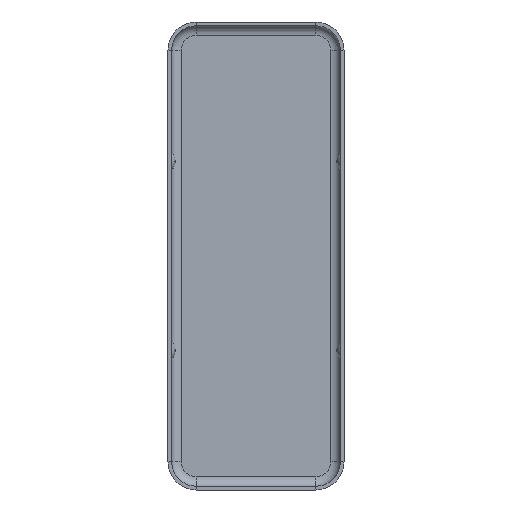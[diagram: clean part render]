
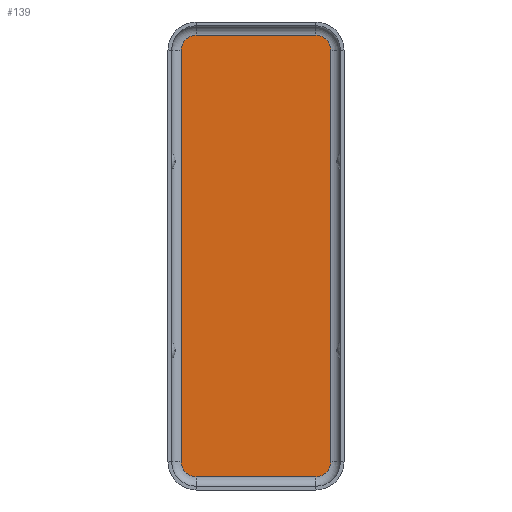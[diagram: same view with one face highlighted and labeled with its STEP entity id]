
A CAD part, front view. The second image highlights one B-rep face of the part: STEP entity #139.
In plain terms, the highlighted planar face has unit normal (0, -1, 0).
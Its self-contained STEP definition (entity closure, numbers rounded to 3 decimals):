
#12 = DIRECTION ( 'NONE',  ( 0., 0., -1. ) ) ;
#17 = VERTEX_POINT ( 'NONE', #266 ) ;
#28 = LINE ( 'NONE', #856, #1453 ) ;
#36 = CARTESIAN_POINT ( 'NONE',  ( -3.15, 0., 10.85 ) ) ;
#53 = CARTESIAN_POINT ( 'NONE',  ( -3.15, 0., -11.65 ) ) ;
#91 = VECTOR ( 'NONE', #374, 1000. ) ;
#107 = DIRECTION ( 'NONE',  ( 0., 0., -1. ) ) ;
#109 = EDGE_CURVE ( 'NONE', #17, #1076, #28, .T. ) ;
#139 = ADVANCED_FACE ( 'NONE', ( #1436 ), #921, .T. ) ;
#146 = DIRECTION ( 'NONE',  ( 0., 0., 1. ) ) ;
#262 = LINE ( 'NONE', #1115, #1587 ) ;
#266 = CARTESIAN_POINT ( 'NONE',  ( 3.95, 0., 10.85 ) ) ;
#280 = VERTEX_POINT ( 'NONE', #346 ) ;
#300 = DIRECTION ( 'NONE',  ( 0., 0., -1. ) ) ;
#346 = CARTESIAN_POINT ( 'NONE',  ( 3.15, 0., -11.65 ) ) ;
#374 = DIRECTION ( 'NONE',  ( -1., 0., 0. ) ) ;
#467 = EDGE_CURVE ( 'NONE', #561, #616, #827, .T. ) ;
#510 = EDGE_CURVE ( 'NONE', #17, #859, #1400, .T. ) ;
#515 = ORIENTED_EDGE ( 'NONE', *, *, #510, .T. ) ;
#516 = CARTESIAN_POINT ( 'NONE',  ( -3.15, 0., -10.85 ) ) ;
#522 = ORIENTED_EDGE ( 'NONE', *, *, #679, .T. ) ;
#538 = DIRECTION ( 'NONE',  ( 0., -1., 0. ) ) ;
#561 = VERTEX_POINT ( 'NONE', #1286 ) ;
#563 = VECTOR ( 'NONE', #709, 1000. ) ;
#564 = CARTESIAN_POINT ( 'NONE',  ( 3.15, 0., -10.85 ) ) ;
#571 = DIRECTION ( 'NONE',  ( 0., 0., 1. ) ) ;
#581 = DIRECTION ( 'NONE',  ( 0., 1., 0. ) ) ;
#586 = AXIS2_PLACEMENT_3D ( 'NONE', #564, #1555, #571 ) ;
#598 = ORIENTED_EDGE ( 'NONE', *, *, #1584, .F. ) ;
#616 = VERTEX_POINT ( 'NONE', #53 ) ;
#638 = CARTESIAN_POINT ( 'NONE',  ( 3.15, 0., -11.65 ) ) ;
#640 = CARTESIAN_POINT ( 'NONE',  ( 3.15, 0., 10.85 ) ) ;
#679 = EDGE_CURVE ( 'NONE', #859, #1624, #1309, .T. ) ;
#709 = DIRECTION ( 'NONE',  ( -1., 0., 0. ) ) ;
#754 = DIRECTION ( 'NONE',  ( 0., 0., -1. ) ) ;
#773 = AXIS2_PLACEMENT_3D ( 'NONE', #36, #581, #1573 ) ;
#776 = EDGE_LOOP ( 'NONE', ( #911, #598, #1200, #515, #522, #1214, #1612, #950 ) ) ;
#819 = EDGE_CURVE ( 'NONE', #280, #616, #1235, .T. ) ;
#827 = CIRCLE ( 'NONE', #1486, 0.8 ) ;
#839 = CARTESIAN_POINT ( 'NONE',  ( 3.15, 0., 11.65 ) ) ;
#849 = EDGE_CURVE ( 'NONE', #1034, #561, #262, .T. ) ;
#850 = CIRCLE ( 'NONE', #773, 0.8 ) ;
#856 = CARTESIAN_POINT ( 'NONE',  ( 3.95, 0., 0. ) ) ;
#859 = VERTEX_POINT ( 'NONE', #1613 ) ;
#911 = ORIENTED_EDGE ( 'NONE', *, *, #819, .F. ) ;
#921 = PLANE ( 'NONE',  #1124 ) ;
#950 = ORIENTED_EDGE ( 'NONE', *, *, #467, .T. ) ;
#1034 = VERTEX_POINT ( 'NONE', #1300 ) ;
#1076 = VERTEX_POINT ( 'NONE', #1153 ) ;
#1115 = CARTESIAN_POINT ( 'NONE',  ( -3.95, 0., 0. ) ) ;
#1124 = AXIS2_PLACEMENT_3D ( 'NONE', #1421, #538, #300 ) ;
#1140 = DIRECTION ( 'NONE',  ( 0., -1., 0. ) ) ;
#1153 = CARTESIAN_POINT ( 'NONE',  ( 3.95, 0., -10.85 ) ) ;
#1200 = ORIENTED_EDGE ( 'NONE', *, *, #109, .F. ) ;
#1210 = CARTESIAN_POINT ( 'NONE',  ( -3.15, 0., 11.65 ) ) ;
#1214 = ORIENTED_EDGE ( 'NONE', *, *, #1517, .F. ) ;
#1235 = LINE ( 'NONE', #638, #91 ) ;
#1286 = CARTESIAN_POINT ( 'NONE',  ( -3.95, 0., -10.85 ) ) ;
#1300 = CARTESIAN_POINT ( 'NONE',  ( -3.95, 0., 10.85 ) ) ;
#1309 = LINE ( 'NONE', #839, #563 ) ;
#1397 = CIRCLE ( 'NONE', #586, 0.8 ) ;
#1400 = CIRCLE ( 'NONE', #1534, 0.8 ) ;
#1421 = CARTESIAN_POINT ( 'NONE',  ( 3.15, 0., -10.85 ) ) ;
#1436 = FACE_OUTER_BOUND ( 'NONE', #776, .T. ) ;
#1453 = VECTOR ( 'NONE', #107, 1000. ) ;
#1486 = AXIS2_PLACEMENT_3D ( 'NONE', #516, #1523, #146 ) ;
#1517 = EDGE_CURVE ( 'NONE', #1034, #1624, #850, .T. ) ;
#1523 = DIRECTION ( 'NONE',  ( 0., -1., 0. ) ) ;
#1534 = AXIS2_PLACEMENT_3D ( 'NONE', #640, #1140, #12 ) ;
#1555 = DIRECTION ( 'NONE',  ( 0., 1., 0. ) ) ;
#1573 = DIRECTION ( 'NONE',  ( 0., 0., -1. ) ) ;
#1584 = EDGE_CURVE ( 'NONE', #1076, #280, #1397, .T. ) ;
#1587 = VECTOR ( 'NONE', #754, 1000. ) ;
#1612 = ORIENTED_EDGE ( 'NONE', *, *, #849, .T. ) ;
#1613 = CARTESIAN_POINT ( 'NONE',  ( 3.15, 0., 11.65 ) ) ;
#1624 = VERTEX_POINT ( 'NONE', #1210 ) ;
